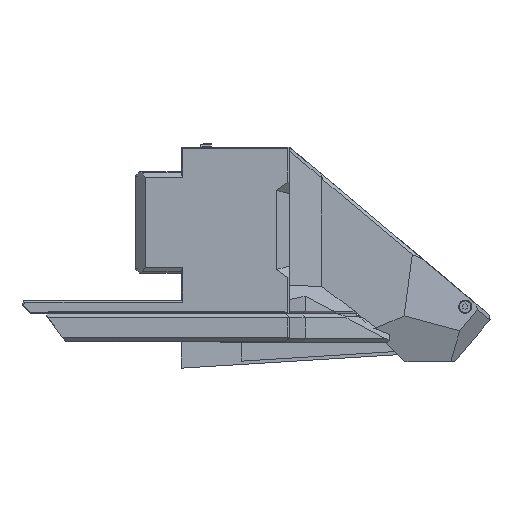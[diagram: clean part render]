
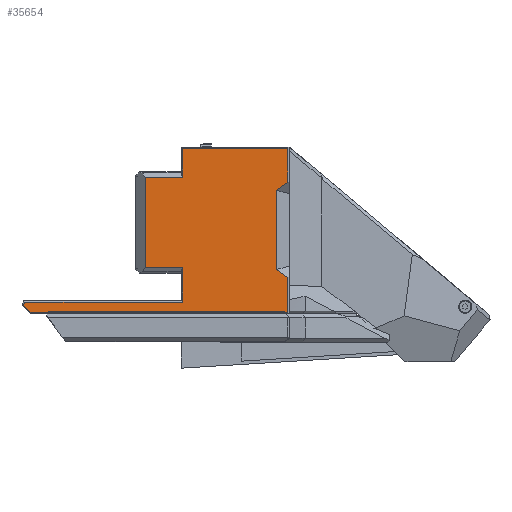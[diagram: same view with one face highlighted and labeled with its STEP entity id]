
A CAD part, left-side view. The second image highlights one B-rep face of the part: STEP entity #35654.
In plain terms, the highlighted face is planar.
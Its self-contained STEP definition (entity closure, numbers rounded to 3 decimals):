
#2708=FACE_OUTER_BOUND('',#4811,.T.);
#4811=EDGE_LOOP('',(#26372,#26373,#26374,#26375,#26376,#26377,#26378,#26379,
#26380,#26381,#26382,#26383,#26384,#26385,#26386));
#7494=LINE('',#55058,#11640);
#7495=LINE('',#55061,#11641);
#7500=LINE('',#55070,#11646);
#7503=LINE('',#55076,#11649);
#7504=LINE('',#55078,#11650);
#7506=LINE('',#55082,#11652);
#7509=LINE('',#55088,#11655);
#7517=LINE('',#55103,#11663);
#7580=LINE('',#55265,#11726);
#7583=LINE('',#55271,#11729);
#7584=LINE('',#55273,#11730);
#7585=LINE('',#55274,#11731);
#7586=LINE('',#55276,#11732);
#7587=LINE('',#55278,#11733);
#7588=LINE('',#55279,#11734);
#11640=VECTOR('',#42959,10.);
#11641=VECTOR('',#42962,10.);
#11646=VECTOR('',#42969,10.);
#11649=VECTOR('',#42974,10.);
#11650=VECTOR('',#42977,10.);
#11652=VECTOR('',#42981,10.);
#11655=VECTOR('',#42986,10.);
#11663=VECTOR('',#42998,10.);
#11726=VECTOR('',#43141,10.);
#11729=VECTOR('',#43146,10.);
#11730=VECTOR('',#43147,10.);
#11731=VECTOR('',#43148,10.);
#11732=VECTOR('',#43149,10.);
#11733=VECTOR('',#43150,10.);
#11734=VECTOR('',#43151,10.);
#15479=VERTEX_POINT('',#54277);
#15550=VERTEX_POINT('',#55051);
#15553=VERTEX_POINT('',#55056);
#15554=VERTEX_POINT('',#55060);
#15557=VERTEX_POINT('',#55067);
#15559=VERTEX_POINT('',#55073);
#15560=VERTEX_POINT('',#55081);
#15562=VERTEX_POINT('',#55087);
#15566=VERTEX_POINT('',#55099);
#15625=VERTEX_POINT('',#55262);
#15626=VERTEX_POINT('',#55264);
#15628=VERTEX_POINT('',#55270);
#15629=VERTEX_POINT('',#55272);
#15630=VERTEX_POINT('',#55275);
#15631=VERTEX_POINT('',#55277);
#19420=EDGE_CURVE('',#15553,#15550,#7494,.T.);
#19421=EDGE_CURVE('',#15550,#15554,#7495,.T.);
#19426=EDGE_CURVE('',#15554,#15557,#7500,.T.);
#19429=EDGE_CURVE('',#15557,#15559,#7503,.T.);
#19430=EDGE_CURVE('',#15559,#15479,#7504,.T.);
#19432=EDGE_CURVE('',#15560,#15479,#7506,.T.);
#19435=EDGE_CURVE('',#15560,#15562,#7509,.T.);
#19443=EDGE_CURVE('',#15562,#15566,#7517,.T.);
#19521=EDGE_CURVE('',#15625,#15626,#7580,.T.);
#19524=EDGE_CURVE('',#15628,#15553,#7583,.T.);
#19525=EDGE_CURVE('',#15629,#15628,#7584,.T.);
#19526=EDGE_CURVE('',#15626,#15629,#7585,.T.);
#19527=EDGE_CURVE('',#15630,#15625,#7586,.T.);
#19528=EDGE_CURVE('',#15631,#15630,#7587,.T.);
#19529=EDGE_CURVE('',#15566,#15631,#7588,.T.);
#26372=ORIENTED_EDGE('',*,*,#19524,.F.);
#26373=ORIENTED_EDGE('',*,*,#19525,.F.);
#26374=ORIENTED_EDGE('',*,*,#19526,.F.);
#26375=ORIENTED_EDGE('',*,*,#19521,.F.);
#26376=ORIENTED_EDGE('',*,*,#19527,.F.);
#26377=ORIENTED_EDGE('',*,*,#19528,.F.);
#26378=ORIENTED_EDGE('',*,*,#19529,.F.);
#26379=ORIENTED_EDGE('',*,*,#19443,.F.);
#26380=ORIENTED_EDGE('',*,*,#19435,.F.);
#26381=ORIENTED_EDGE('',*,*,#19432,.T.);
#26382=ORIENTED_EDGE('',*,*,#19430,.F.);
#26383=ORIENTED_EDGE('',*,*,#19429,.F.);
#26384=ORIENTED_EDGE('',*,*,#19426,.F.);
#26385=ORIENTED_EDGE('',*,*,#19421,.F.);
#26386=ORIENTED_EDGE('',*,*,#19420,.F.);
#34075=PLANE('',#38046);
#35654=ADVANCED_FACE('',(#2708),#34075,.T.);
#38046=AXIS2_PLACEMENT_3D('',#55269,#43144,#43145);
#42959=DIRECTION('',(0.,1.,0.));
#42962=DIRECTION('',(-0.807,0.59,0.));
#42969=DIRECTION('',(0.,1.,0.));
#42974=DIRECTION('',(0.807,0.59,0.));
#42977=DIRECTION('',(0.,1.,0.));
#42981=DIRECTION('',(1.,0.,0.));
#42986=DIRECTION('',(-0.707,-0.707,0.));
#42998=DIRECTION('',(0.383,-0.924,0.));
#43141=DIRECTION('',(0.,-1.,0.));
#43144=DIRECTION('center_axis',(0.,0.,
-1.));
#43145=DIRECTION('ref_axis',(0.,-1.,0.));
#43146=DIRECTION('',(1.,0.,0.));
#43147=DIRECTION('',(0.,-1.,0.));
#43148=DIRECTION('',(1.,0.,0.));
#43149=DIRECTION('',(-1.,0.,0.));
#43150=DIRECTION('',(0.,-1.,0.));
#43151=DIRECTION('',(1.,0.,0.));
#54277=CARTESIAN_POINT('',(34.934,27.105,0.));
#55051=CARTESIAN_POINT('',(34.934,-12.739,0.));
#55056=CARTESIAN_POINT('',(34.934,-23.095,0.));
#55058=CARTESIAN_POINT('',(34.934,-4.577,0.));
#55060=CARTESIAN_POINT('',(31.533,-10.251,0.));
#55061=CARTESIAN_POINT('',(25.368,-5.741,0.));
#55067=CARTESIAN_POINT('',(31.534,13.906,0.));
#55070=CARTESIAN_POINT('',(31.534,1.048,0.));
#55073=CARTESIAN_POINT('',(34.934,16.394,0.));
#55076=CARTESIAN_POINT('',(24.777,8.962,0.));
#55078=CARTESIAN_POINT('',(34.934,-4.577,0.));
#55081=CARTESIAN_POINT('',(-43.6,27.106,0.));
#55082=CARTESIAN_POINT('',(13.334,27.105,0.));
#55087=CARTESIAN_POINT('',(-45.891,24.815,0.));
#55088=CARTESIAN_POINT('',(-41.177,29.529,0.));
#55099=CARTESIAN_POINT('',(-45.51,23.895,0.));
#55103=CARTESIAN_POINT('',(-38.16,6.15,0.));
#55262=CARTESIAN_POINT('',(-8.678,13.358,0.));
#55264=CARTESIAN_POINT('',(-8.678,-14.28,0.));
#55265=CARTESIAN_POINT('',(-8.678,-0.411,0.));
#55269=CARTESIAN_POINT('Origin',(-2.593,-0.446,0.));
#55270=CARTESIAN_POINT('',(2.734,-23.095,0.));
#55271=CARTESIAN_POINT('',(13.334,-23.095,0.));
#55272=CARTESIAN_POINT('',(2.734,-14.28,0.));
#55273=CARTESIAN_POINT('',(2.734,-0.411,0.));
#55274=CARTESIAN_POINT('',(-1.361,-14.28,0.));
#55275=CARTESIAN_POINT('',(2.734,13.358,0.));
#55276=CARTESIAN_POINT('',(-1.361,13.358,0.));
#55277=CARTESIAN_POINT('',(2.734,23.894,0.));
#55278=CARTESIAN_POINT('',(2.734,-0.411,0.));
#55279=CARTESIAN_POINT('',(-12.654,23.895,0.));
